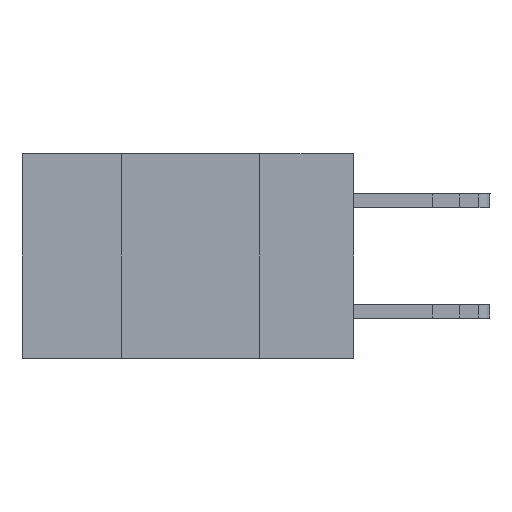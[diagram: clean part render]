
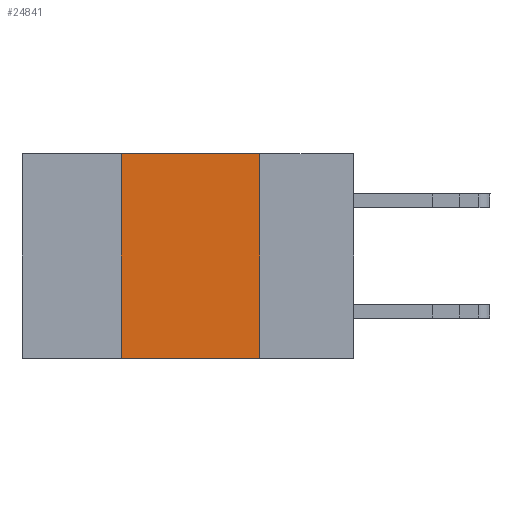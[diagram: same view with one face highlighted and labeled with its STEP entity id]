
A CAD part, left-side view. The second image highlights one B-rep face of the part: STEP entity #24841.
In plain terms, the highlighted planar face has unit normal (-1, 0, 0).
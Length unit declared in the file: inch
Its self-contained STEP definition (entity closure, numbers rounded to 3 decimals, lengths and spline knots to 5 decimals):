
#355 = VECTOR ( 'NONE', #16598, 39.37008 ) ;
#1683 = EDGE_CURVE ( 'NONE', #18882, #23262, #7074, .T. ) ;
#1871 = VERTEX_POINT ( 'NONE', #2145 ) ;
#2145 = CARTESIAN_POINT ( 'NONE',  ( 0., 0.17, -0.37 ) ) ;
#3118 = VECTOR ( 'NONE', #23830, 39.37008 ) ;
#3185 = DIRECTION ( 'NONE',  ( 0., 0., 1. ) ) ;
#3538 = ORIENTED_EDGE ( 'NONE', *, *, #1683, .F. ) ;
#3936 = CARTESIAN_POINT ( 'NONE',  ( 0., 0.42, -0.37 ) ) ;
#3996 = AXIS2_PLACEMENT_3D ( 'NONE', #13562, #11206, #19889 ) ;
#5147 = ORIENTED_EDGE ( 'NONE', *, *, #9675, .F. ) ;
#5324 = PLANE ( 'NONE',  #3996 ) ;
#5650 = LINE ( 'NONE', #11939, #26239 ) ;
#7074 = LINE ( 'NONE', #15426, #3118 ) ;
#8246 = DIRECTION ( 'NONE',  ( 0., 0., -1. ) ) ;
#8509 = CARTESIAN_POINT ( 'NONE',  ( 0., 0.17, 0. ) ) ;
#9166 = CARTESIAN_POINT ( 'NONE',  ( 0., 0.42, 0. ) ) ;
#9675 = EDGE_CURVE ( 'NONE', #23262, #1871, #16475, .T. ) ;
#11206 = DIRECTION ( 'NONE',  ( 1., 0., 0. ) ) ;
#11708 = ORIENTED_EDGE ( 'NONE', *, *, #25641, .F. ) ;
#11939 = CARTESIAN_POINT ( 'NONE',  ( 0., 0.42, 0. ) ) ;
#12749 = CARTESIAN_POINT ( 'NONE',  ( 0., 0.17, 0. ) ) ;
#13305 = EDGE_CURVE ( 'NONE', #23591, #1871, #23069, .T. ) ;
#13562 = CARTESIAN_POINT ( 'NONE',  ( 0., 0.6, 0. ) ) ;
#13858 = VECTOR ( 'NONE', #8246, 39.37008 ) ;
#15426 = CARTESIAN_POINT ( 'NONE',  ( 0., 0.6, 0. ) ) ;
#16475 = LINE ( 'NONE', #8509, #13858 ) ;
#16598 = DIRECTION ( 'NONE',  ( 0., -1., 0. ) ) ;
#18882 = VERTEX_POINT ( 'NONE', #9166 ) ;
#19889 = DIRECTION ( 'NONE',  ( 0., 0., -1. ) ) ;
#21008 = CARTESIAN_POINT ( 'NONE',  ( 0., 0.6, -0.37 ) ) ;
#21403 = ORIENTED_EDGE ( 'NONE', *, *, #13305, .T. ) ;
#23069 = LINE ( 'NONE', #21008, #355 ) ;
#23262 = VERTEX_POINT ( 'NONE', #12749 ) ;
#23339 = EDGE_LOOP ( 'NONE', ( #5147, #3538, #11708, #21403 ) ) ;
#23591 = VERTEX_POINT ( 'NONE', #3936 ) ;
#23830 = DIRECTION ( 'NONE',  ( 0., -1., 0. ) ) ;
#24014 = FACE_OUTER_BOUND ( 'NONE', #23339, .T. ) ;
#24841 = ADVANCED_FACE ( 'NONE', ( #24014 ), #5324, .F. ) ;
#25641 = EDGE_CURVE ( 'NONE', #23591, #18882, #5650, .T. ) ;
#26239 = VECTOR ( 'NONE', #3185, 39.37008 ) ;
